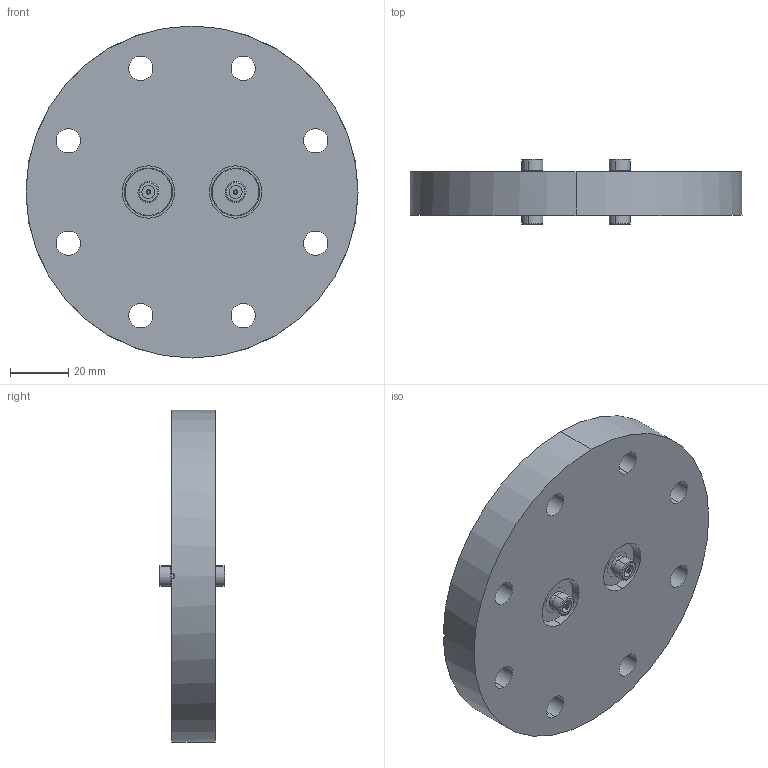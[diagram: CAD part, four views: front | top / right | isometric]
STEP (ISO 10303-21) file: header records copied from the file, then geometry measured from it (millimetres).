
FILE_DESCRIPTION (( 'STEP AP214' ), '1' );
FILE_NAME ('242-SMADF50-C63-2.STEP', '2016-02-08T07:48:47', ( 'allectra' ), ( 'Microsoft' ), 'SwSTEP 2.0', 'SolidWorks 2014', '' );
FILE_SCHEMA (( 'AUTOMOTIVE_DESIGN' ));
Length unit declared in the file: millimetre
Products named in the file (6): 242-SMADF50; 9411-C63-16.5-2; 242-SMADF50-C63-2; 9411-C63-16.5-2_411-CB63
Assembly tree (3 placements, depth 2):
  242-SMADF50
  9411-C63-16.5-2
  242-SMADF50-C63-2
    9411-C63-16.5-2_411-CB63
    242-SMADF50  x2
  242-SMADF50
Bounding box: 114.3 x 22.5 x 114.3 mm (x, y, z)
Volume: 136634.6 mm3; surface area: 33614.3 mm2
Topology: 7 solids, 7 shells, 140 faces, 296 edges, 188 vertices
Faces by surface type: cylinder 86, plane 34, cone 20
Entity records: 2833 total; most frequent: DIRECTION 514, CARTESIAN_POINT 487, ORIENTED_EDGE 400, AXIS2_PLACEMENT_3D 221, EDGE_CURVE 200, VERTEX_POINT 128, CIRCLE 124, EDGE_LOOP 122
